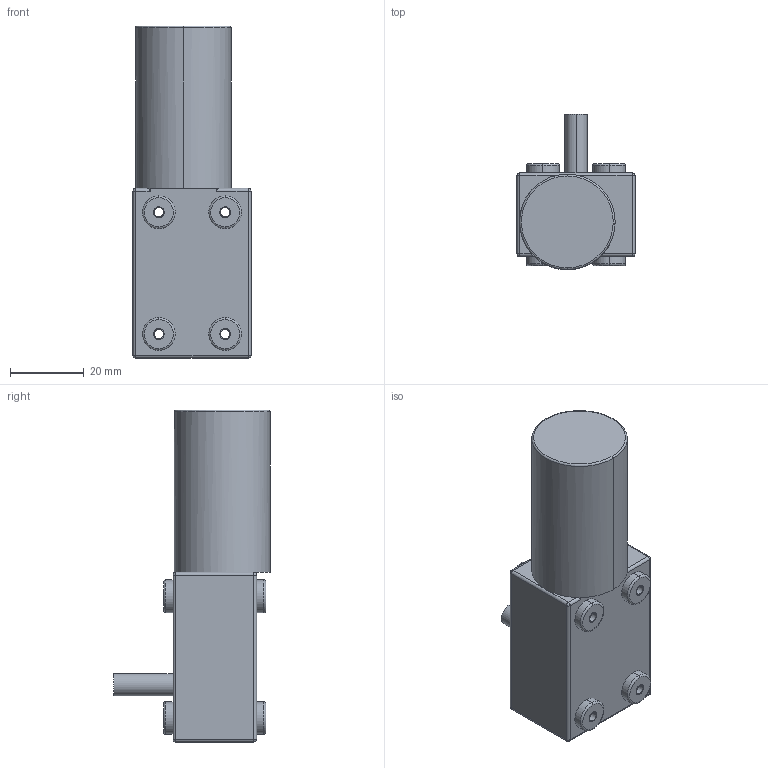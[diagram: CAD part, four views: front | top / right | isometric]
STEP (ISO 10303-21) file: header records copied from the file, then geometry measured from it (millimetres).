
FILE_DESCRIPTION((''),'2;1');
FILE_NAME('WG32-1-500-12V-01_MIR_02','2021-08-05T',('YunHong.Wang'),(''),'CREO PARAMETRIC BY PTC INC, 2017480','CREO PARAMETRIC BY PTC INC, 2017480','');
FILE_SCHEMA(('AUTOMOTIVE_DESIGN { 1 0 10303 214 1 1 1 1 }'));
Length unit declared in the file: millimetre
Products named in the file (1): WG32-1-500-12V-01_MIR_02
Bounding box: 32 x 42.3 x 90 mm (x, y, z)
Volume: 57608.7 mm3; surface area: 12689.1 mm2
Topology: 1 solids, 5 shells, 94 faces, 207 edges, 124 vertices
Faces by surface type: cylinder 49, plane 19, torus 18, sphere 8
Entity records: 2721 total; most frequent: DIRECTION 527, CARTESIAN_POINT 458, ORIENTED_EDGE 398, AXIS2_PLACEMENT_3D 230, EDGE_CURVE 207, CIRCLE 135, VERTEX_POINT 124, EDGE_LOOP 111
